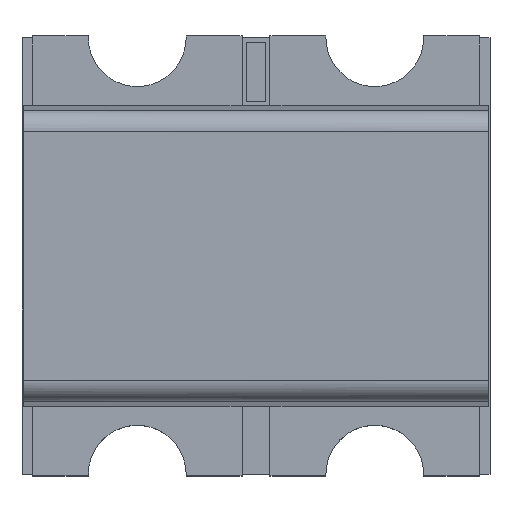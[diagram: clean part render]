
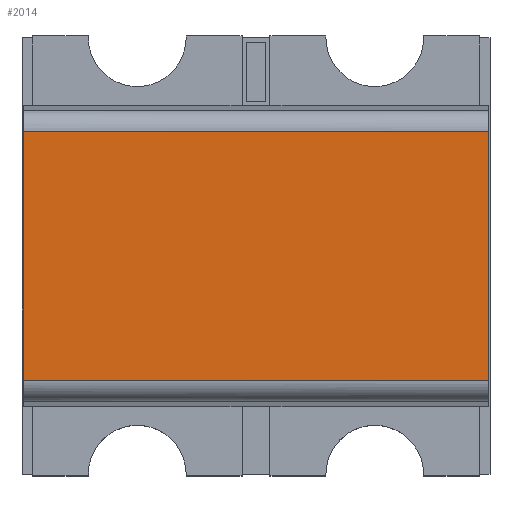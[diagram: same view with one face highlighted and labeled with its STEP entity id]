
A CAD part, top view. The second image highlights one B-rep face of the part: STEP entity #2014.
In plain terms, the highlighted planar face has unit normal (0, 0, 1).
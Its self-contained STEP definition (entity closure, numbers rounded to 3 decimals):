
#2014 = ADVANCED_FACE('',(#2015),#2045,.T.);
#2015 = FACE_BOUND('',#2016,.T.);
#2016 = EDGE_LOOP('',(#2017,#2026,#2033,#2040));
#2017 = ORIENTED_EDGE('',*,*,#2018,.T.);
#2018 = EDGE_CURVE('',#2019,#2021,#2023,.T.);
#2019 = VERTEX_POINT('',#2020);
#2020 = CARTESIAN_POINT('',(0.845,-0.452,0.707));
#2021 = VERTEX_POINT('',#2022);
#2022 = CARTESIAN_POINT('',(0.845,0.452,0.707));
#2023 = B_SPLINE_CURVE_WITH_KNOTS('',1,(#2024,#2025),.UNSPECIFIED.,.F.,
  .F.,(2,2),(0.,1.),.PIECEWISE_BEZIER_KNOTS.);
#2024 = CARTESIAN_POINT('',(0.845,-0.452,0.707));
#2025 = CARTESIAN_POINT('',(0.845,0.452,0.707));
#2026 = ORIENTED_EDGE('',*,*,#2027,.T.);
#2027 = EDGE_CURVE('',#2021,#2028,#2030,.T.);
#2028 = VERTEX_POINT('',#2029);
#2029 = CARTESIAN_POINT('',(-0.845,0.452,0.707));
#2030 = B_SPLINE_CURVE_WITH_KNOTS('',1,(#2031,#2032),.UNSPECIFIED.,.F.,
  .F.,(2,2),(0.,1.),.PIECEWISE_BEZIER_KNOTS.);
#2031 = CARTESIAN_POINT('',(0.845,0.452,0.707));
#2032 = CARTESIAN_POINT('',(-0.845,0.452,0.707));
#2033 = ORIENTED_EDGE('',*,*,#2034,.T.);
#2034 = EDGE_CURVE('',#2028,#2035,#2037,.T.);
#2035 = VERTEX_POINT('',#2036);
#2036 = CARTESIAN_POINT('',(-0.845,-0.452,0.707));
#2037 = B_SPLINE_CURVE_WITH_KNOTS('',1,(#2038,#2039),.UNSPECIFIED.,.F.,
  .F.,(2,2),(0.,1.),.PIECEWISE_BEZIER_KNOTS.);
#2038 = CARTESIAN_POINT('',(-0.845,0.452,0.707));
#2039 = CARTESIAN_POINT('',(-0.845,-0.452,0.707));
#2040 = ORIENTED_EDGE('',*,*,#2041,.T.);
#2041 = EDGE_CURVE('',#2035,#2019,#2042,.T.);
#2042 = B_SPLINE_CURVE_WITH_KNOTS('',1,(#2043,#2044),.UNSPECIFIED.,.F.,
  .F.,(2,2),(0.,1.),.PIECEWISE_BEZIER_KNOTS.);
#2043 = CARTESIAN_POINT('',(-0.845,-0.452,0.707));
#2044 = CARTESIAN_POINT('',(0.845,-0.452,0.707));
#2045 = PLANE('',#2046);
#2046 = AXIS2_PLACEMENT_3D('',#2047,#2048,#2049);
#2047 = CARTESIAN_POINT('',(-0.878,-0.47,0.707));
#2048 = DIRECTION('',(0.,0.,1.));
#2049 = DIRECTION('',(1.,0.,0.));
